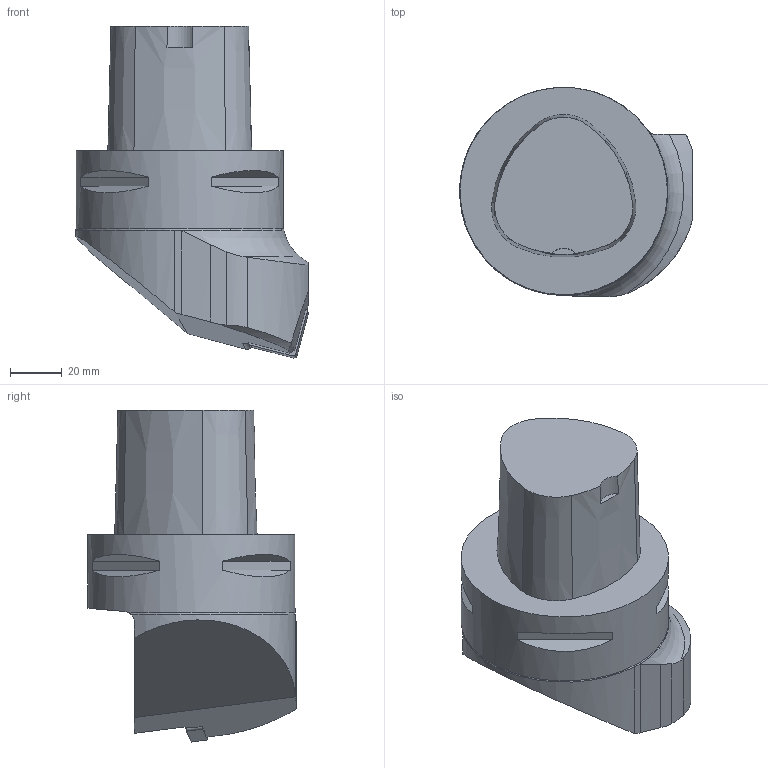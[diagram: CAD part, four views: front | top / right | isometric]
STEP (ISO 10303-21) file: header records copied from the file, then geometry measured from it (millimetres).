
FILE_DESCRIPTION(/* description */ (''),/* implementation_level */ '2;1');
FILE_NAME(/* name */ '1543902475023.stp',/* time_stamp */ '2018-12-04T11:18:15+06:00',/* author */ (''),/* organization */ ('SMS'),/* preprocessor_version */ 'ST-DEVELOPER v15',/* originating_system */ 'SIEMENS PLM Software NX 8.5',/* authorisation */ '');
FILE_SCHEMA (('AUTOMOTIVE_DESIGN { 1 0 10303 214 3 1 1 1 }'));
Length unit declared in the file: millimetre
Products named in the file (4): IsoTurningInsert; ASSEMBLY_CONSTRUCTION; 201880165mod000_01; 201880164mod000_01
Assembly tree (3 placements, depth 2):
  201880164mod000_01
    201880165mod000_01
    ASSEMBLY_CONSTRUCTION
    IsoTurningInsert
Bounding box: 89.69 x 80.51 x 128 mm (x, y, z)
Volume: 399666.2 mm3; surface area: 36619.9 mm2
Topology: 2 solids, 2 shells, 77 faces, 200 edges, 138 vertices
Faces by surface type: plane 38, cylinder 26, cone 7, torus 4, bspline 2
Full cylindrical faces by diameter (mm): 7.925 x2, 80 x1
Entity records: 2663 total; most frequent: CARTESIAN_POINT 636, DIRECTION 406, ORIENTED_EDGE 382, EDGE_CURVE 191, AXIS2_PLACEMENT_3D 158, VERTEX_POINT 127, LINE 90, VECTOR 90
